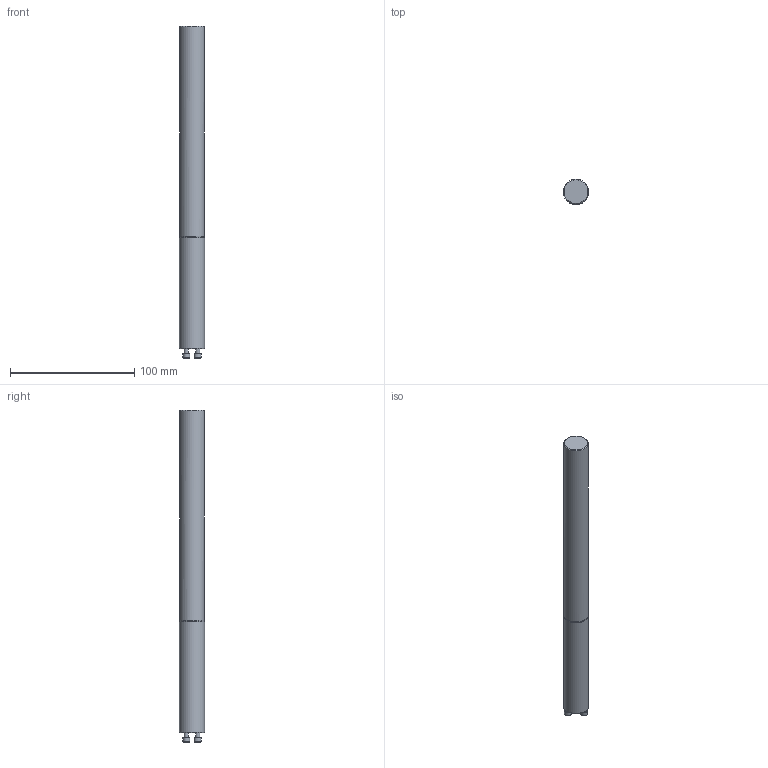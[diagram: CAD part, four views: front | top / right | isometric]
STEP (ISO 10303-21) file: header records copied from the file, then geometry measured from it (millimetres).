
FILE_DESCRIPTION(/* description */ (''),/* implementation_level */ '2;1');
FILE_NAME(/* name */ 'TOOLCOMP_1.STP',/* time_stamp */ '2024-08-23T10:03:35+02:00',/* author */ (''),/* organization */ ('SMS'),/* preprocessor_version */ 'ST-DEVELOPER v16.7',/* originating_system */ 'SIEMENS PLM Software NX 12.0',/* authorisation */ '');
FILE_SCHEMA (('AUTOMOTIVE_DESIGN { 1 0 10303 214 3 1 1 1 }'));
Length unit declared in the file: millimetre
Products named in the file (1): TOOLCOMP_1
Bounding box: 20.39 x 20.39 x 267.5 mm (x, y, z)
Volume: 82593.5 mm3; surface area: 17471.1 mm2
Topology: 1 solids, 1 shells, 141 faces, 349 edges, 219 vertices
Faces by surface type: plane 65, extrusion 36, cone 25, cylinder 8, torus 7
Full cylindrical faces by diameter (mm): 3.5 x3, 5.7 x3, 20 x1, 20.2 x1
Entity records: 5776 total; most frequent: CARTESIAN_POINT 2471, DIRECTION 670, ORIENTED_EDGE 648, EDGE_CURVE 324, AXIS2_PLACEMENT_3D 260, VERTEX_POINT 214, EDGE_LOOP 167, VECTOR 150
